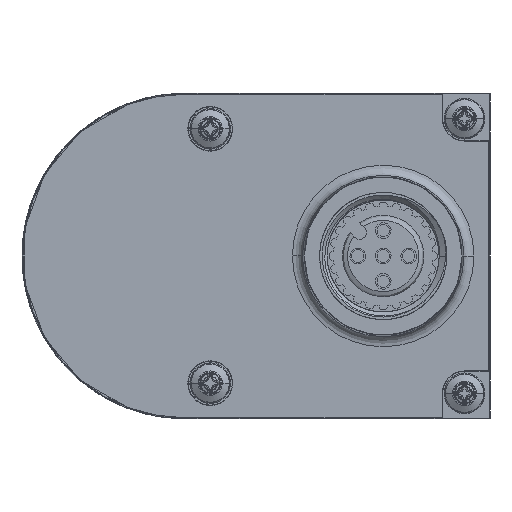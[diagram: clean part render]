
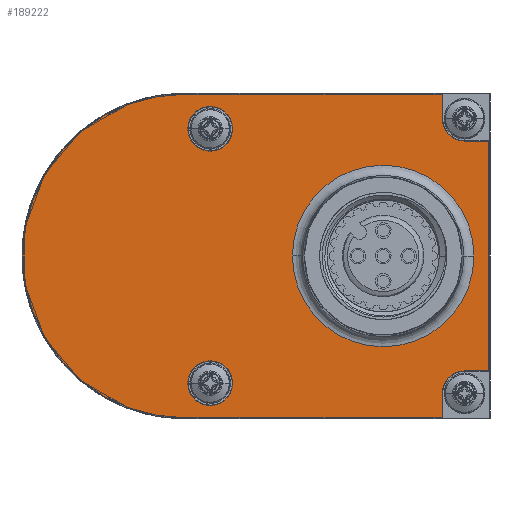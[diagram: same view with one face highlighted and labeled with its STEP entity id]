
A CAD part, left-side view. The second image highlights one B-rep face of the part: STEP entity #189222.
In plain terms, the highlighted planar face has unit normal (-1, 0, 0).
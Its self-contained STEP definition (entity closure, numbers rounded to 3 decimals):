
#102917=CARTESIAN_POINT('',(-431.,30.,0.));
#102918=DIRECTION('',(-1.,0.,0.));
#102919=DIRECTION('',(0.,0.,1.));
#102920=AXIS2_PLACEMENT_3D('',#102917,#102918,#102919);
#102922=DIRECTION('',(0.,1.,0.));
#102923=VECTOR('',#102922,25.3);
#102924=CARTESIAN_POINT('',(-431.,4.7,15.895));
#102925=LINE('',#102924,#102923);
#102926=DIRECTION('',(0.,0.,-1.));
#102927=VECTOR('',#102926,2.395);
#102928=CARTESIAN_POINT('',(-431.,4.7,15.895));
#102929=LINE('',#102928,#102927);
#102930=CARTESIAN_POINT('',(-431.,2.5,13.5));
#102931=DIRECTION('',(-1.,0.,0.));
#102932=DIRECTION('',(0.,1.,0.));
#102933=AXIS2_PLACEMENT_3D('',#102930,#102931,#102932);
#102935=DIRECTION('',(0.,1.,0.));
#102936=VECTOR('',#102935,2.395);
#102937=CARTESIAN_POINT('',(-431.,0.105,11.3));
#102938=LINE('',#102937,#102936);
#102939=DIRECTION('',(0.,0.,1.));
#102940=VECTOR('',#102939,22.6);
#102941=CARTESIAN_POINT('',(-431.,0.105,-11.3));
#102942=LINE('',#102941,#102940);
#102943=DIRECTION('',(0.,1.,0.));
#102944=VECTOR('',#102943,2.395);
#102945=CARTESIAN_POINT('',(-431.,0.105,-11.3));
#102946=LINE('',#102945,#102944);
#102947=CARTESIAN_POINT('',(-431.,2.5,-13.5));
#102948=DIRECTION('',(-1.,0.,0.));
#102949=DIRECTION('',(0.,0.,1.));
#102950=AXIS2_PLACEMENT_3D('',#102947,#102948,#102949);
#102952=DIRECTION('',(0.,0.,1.));
#102953=VECTOR('',#102952,2.395);
#102954=CARTESIAN_POINT('',(-431.,4.7,-15.895));
#102955=LINE('',#102954,#102953);
#102956=DIRECTION('',(0.,1.,0.));
#102957=VECTOR('',#102956,25.3);
#102958=CARTESIAN_POINT('',(-431.,4.7,-15.895));
#102959=LINE('',#102958,#102957);
#102960=CARTESIAN_POINT('',(-431.,27.5,12.5));
#102961=DIRECTION('',(-1.,0.,0.));
#102962=DIRECTION('',(0.,0.,1.));
#102963=AXIS2_PLACEMENT_3D('',#102960,#102961,#102962);
#102965=CARTESIAN_POINT('',(-431.,27.5,12.5));
#102966=DIRECTION('',(-1.,0.,0.));
#102967=DIRECTION('',(0.,0.,-1.));
#102968=AXIS2_PLACEMENT_3D('',#102965,#102966,#102967);
#102970=CARTESIAN_POINT('',(-431.,27.5,-12.5));
#102971=DIRECTION('',(-1.,0.,0.));
#102972=DIRECTION('',(0.,0.,1.));
#102973=AXIS2_PLACEMENT_3D('',#102970,#102971,#102972);
#102975=CARTESIAN_POINT('',(-431.,27.5,-12.5));
#102976=DIRECTION('',(-1.,0.,0.));
#102977=DIRECTION('',(0.,0.,-1.));
#102978=AXIS2_PLACEMENT_3D('',#102975,#102976,#102977);
#102980=CARTESIAN_POINT('',(-431.,10.5,0.));
#102981=DIRECTION('',(-1.,0.,0.));
#102982=DIRECTION('',(0.,1.,0.));
#102983=AXIS2_PLACEMENT_3D('',#102980,#102981,#102982);
#102985=CARTESIAN_POINT('',(-431.,10.5,0.));
#102986=DIRECTION('',(-1.,0.,0.));
#102987=DIRECTION('',(0.,-1.,0.));
#102988=AXIS2_PLACEMENT_3D('',#102985,#102986,#102987);
#131232=CARTESIAN_POINT('',(-431.,30.,15.895));
#131233=CARTESIAN_POINT('',(-431.,30.,-15.895));
#131234=VERTEX_POINT('',#131232);
#131235=VERTEX_POINT('',#131233);
#131244=CARTESIAN_POINT('',(-431.,27.5,14.7));
#131245=CARTESIAN_POINT('',(-431.,27.5,10.3));
#131246=VERTEX_POINT('',#131244);
#131247=VERTEX_POINT('',#131245);
#131248=CARTESIAN_POINT('',(-431.,27.5,-10.3));
#131249=CARTESIAN_POINT('',(-431.,27.5,-14.7));
#131250=VERTEX_POINT('',#131248);
#131251=VERTEX_POINT('',#131249);
#131306=CARTESIAN_POINT('',(-431.,19.425,0.));
#131307=CARTESIAN_POINT('',(-431.,1.575,0.));
#131308=VERTEX_POINT('',#131306);
#131309=VERTEX_POINT('',#131307);
#131330=CARTESIAN_POINT('',(-431.,4.7,13.5));
#131331=CARTESIAN_POINT('',(-431.,2.5,11.3));
#131332=VERTEX_POINT('',#131330);
#131333=VERTEX_POINT('',#131331);
#131334=CARTESIAN_POINT('',(-431.,2.5,-11.3));
#131335=CARTESIAN_POINT('',(-431.,4.7,-13.5));
#131336=VERTEX_POINT('',#131334);
#131337=VERTEX_POINT('',#131335);
#131338=CARTESIAN_POINT('',(-431.,4.7,15.895));
#131339=VERTEX_POINT('',#131338);
#131340=CARTESIAN_POINT('',(-431.,0.105,11.3));
#131341=VERTEX_POINT('',#131340);
#131342=CARTESIAN_POINT('',(-431.,0.105,-11.3));
#131343=VERTEX_POINT('',#131342);
#131344=CARTESIAN_POINT('',(-431.,4.7,-15.895));
#131345=VERTEX_POINT('',#131344);
#189181=CARTESIAN_POINT('',(-431.,30.,0.));
#189182=DIRECTION('',(-1.,0.,0.));
#189183=DIRECTION('',(0.,0.,1.));
#189184=AXIS2_PLACEMENT_3D('',#189181,#189182,#189183);
#189185=PLANE('',#189184);
#189186=ORIENTED_EDGE('',*,*,#189168,.F.);
#189187=ORIENTED_EDGE('',*,*,#148188,.F.);
#189189=ORIENTED_EDGE('',*,*,#189188,.T.);
#189191=ORIENTED_EDGE('',*,*,#189190,.T.);
#189193=ORIENTED_EDGE('',*,*,#189192,.F.);
#189194=ORIENTED_EDGE('',*,*,#133748,.F.);
#189196=ORIENTED_EDGE('',*,*,#189195,.T.);
#189198=ORIENTED_EDGE('',*,*,#189197,.T.);
#189200=ORIENTED_EDGE('',*,*,#189199,.F.);
#189201=ORIENTED_EDGE('',*,*,#160811,.T.);
#189202=EDGE_LOOP('',(#189186,#189187,#189189,#189191,#189193,#189194,#189196,
#189198,#189200,#189201));
#189203=FACE_OUTER_BOUND('',#189202,.F.);
#189205=ORIENTED_EDGE('',*,*,#189204,.T.);
#189207=ORIENTED_EDGE('',*,*,#189206,.T.);
#189208=EDGE_LOOP('',(#189205,#189207));
#189209=FACE_BOUND('',#189208,.F.);
#189211=ORIENTED_EDGE('',*,*,#189210,.T.);
#189213=ORIENTED_EDGE('',*,*,#189212,.T.);
#189214=EDGE_LOOP('',(#189211,#189213));
#189215=FACE_BOUND('',#189214,.F.);
#189217=ORIENTED_EDGE('',*,*,#189216,.T.);
#189219=ORIENTED_EDGE('',*,*,#189218,.T.);
#189220=EDGE_LOOP('',(#189217,#189219));
#189221=FACE_BOUND('',#189220,.F.);
#189222=ADVANCED_FACE('',(#189203,#189209,#189215,#189221),#189185,.T.);
#102921=CIRCLE('',#102920,15.895);
#102934=CIRCLE('',#102933,2.2);
#102951=CIRCLE('',#102950,2.2);
#102964=CIRCLE('',#102963,2.2);
#102969=CIRCLE('',#102968,2.2);
#102974=CIRCLE('',#102973,2.2);
#102979=CIRCLE('',#102978,2.2);
#102984=CIRCLE('',#102983,8.925);
#102989=CIRCLE('',#102988,8.925);
#133748=EDGE_CURVE('',#131343,#131341,#102942,.T.);
#148188=EDGE_CURVE('',#131339,#131234,#102925,.T.);
#160811=EDGE_CURVE('',#131345,#131235,#102959,.T.);
#189168=EDGE_CURVE('',#131234,#131235,#102921,.T.);
#189188=EDGE_CURVE('',#131339,#131332,#102929,.T.);
#189190=EDGE_CURVE('',#131332,#131333,#102934,.T.);
#189192=EDGE_CURVE('',#131341,#131333,#102938,.T.);
#189195=EDGE_CURVE('',#131343,#131336,#102946,.T.);
#189197=EDGE_CURVE('',#131336,#131337,#102951,.T.);
#189199=EDGE_CURVE('',#131345,#131337,#102955,.T.);
#189204=EDGE_CURVE('',#131246,#131247,#102964,.T.);
#189206=EDGE_CURVE('',#131247,#131246,#102969,.T.);
#189210=EDGE_CURVE('',#131250,#131251,#102974,.T.);
#189212=EDGE_CURVE('',#131251,#131250,#102979,.T.);
#189216=EDGE_CURVE('',#131308,#131309,#102984,.T.);
#189218=EDGE_CURVE('',#131309,#131308,#102989,.T.);
